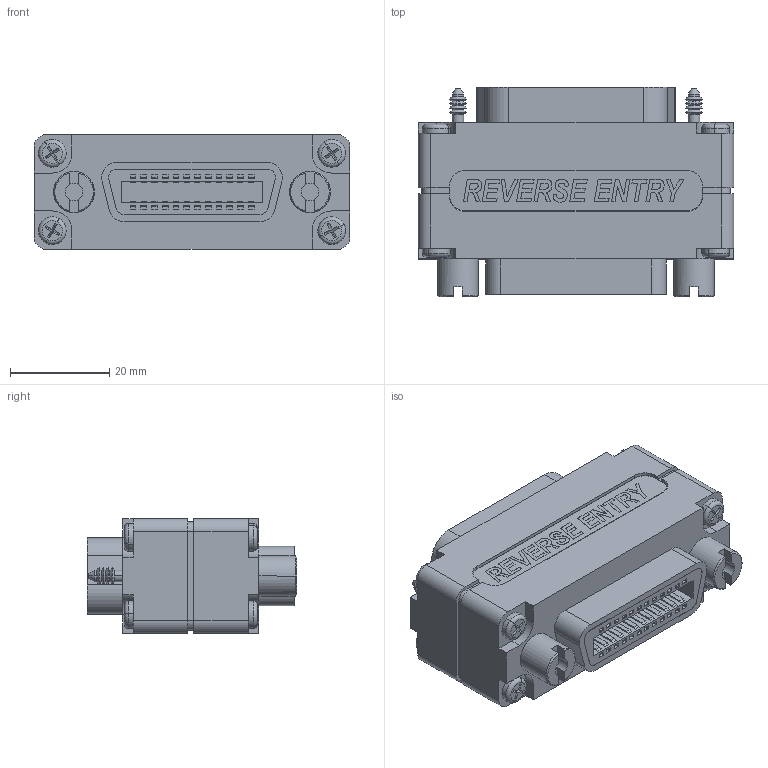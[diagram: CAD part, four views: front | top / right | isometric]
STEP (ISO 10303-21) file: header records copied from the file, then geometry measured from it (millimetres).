
FILE_DESCRIPTION (( 'STEP AP214' ), '1' );
FILE_NAME ('CIB24XR.STEP', '2006-08-07T19:45:58', ( 'L-COM' ), ( 'L-COM' ), 'SwSTEP 2.0', 'SolidWorks 2006004', '' );
FILE_SCHEMA (( 'AUTOMOTIVE_DESIGN' ));
Length unit declared in the file: inch
Products named in the file (8): 3AA01-003_3AA01-003-375; 3AB05-007; CIB24XR-MA1; CIB24XR-MA2; CIB24XR-MA3; 3AB05-017-MA1; CIB24XR; 3AB05-006
Assembly tree (15 placements, depth 2):
  CIB24XR
    3AB05-007
    3AA01-003_3AA01-003-375  x8
    CIB24XR-MA1
    CIB24XR-MA3  x2
    CIB24XR-MA2
    3AB05-017-MA1
    3AB05-006
Bounding box: 63.5 x 42.16 x 23.11 mm (x, y, z)
Volume: 43489.9 mm3; surface area: 19658.5 mm2
Topology: 15 solids, 15 shells, 1566 faces, 3972 edges, 2598 vertices
Faces by surface type: plane 1174, bspline 140, cylinder 124, cone 112, torus 16
Entity records: 64723 total; most frequent: CARTESIAN_POINT 19009, ORIENTED_EDGE 7024, DIRECTION 5884, EDGE_CURVE 3512, VECTOR 3008, LINE 3008, VERTEX_POINT 2323, EDGE_LOOP 1505
